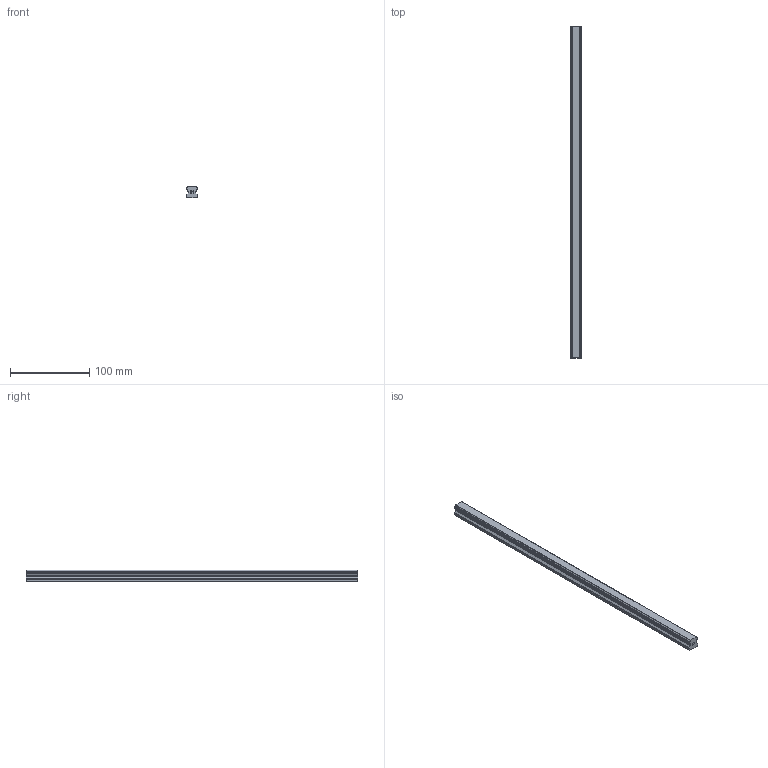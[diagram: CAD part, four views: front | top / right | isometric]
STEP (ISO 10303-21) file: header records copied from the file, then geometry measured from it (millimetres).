
FILE_DESCRIPTION(('STEP AP214'),'1');
FILE_NAME('cctmp_88C91515-75E4-4799-BDB0-E5C5372908C6_2021_01_19_13_48_50_0060..stp','2021-01-19T12:48:50',('HIWIN GmbH'),('CADClick - www.CADClick.com'),'Spatial InterOp 3D',' ','unknown authorization');
FILE_SCHEMA(('AUTOMOTIVE_DESIGN'));
Length unit declared in the file: millimetre
Products named in the file (1): HGR15T420C_FILE
Bounding box: 15 x 420 x 15 mm (x, y, z)
Volume: 78839.2 mm3; surface area: 26967.4 mm2
Topology: 1 solids, 1 shells, 143 faces, 397 edges, 253 vertices
Faces by surface type: plane 89, cylinder 40, cone 14
Entity records: 5609 total; most frequent: CARTESIAN_POINT 780, ORIENTED_EDGE 766, DIRECTION 751, EDGE_CURVE 383, LINE 303, VECTOR 303, VERTEX_POINT 253, AXIS2_PLACEMENT_3D 224
